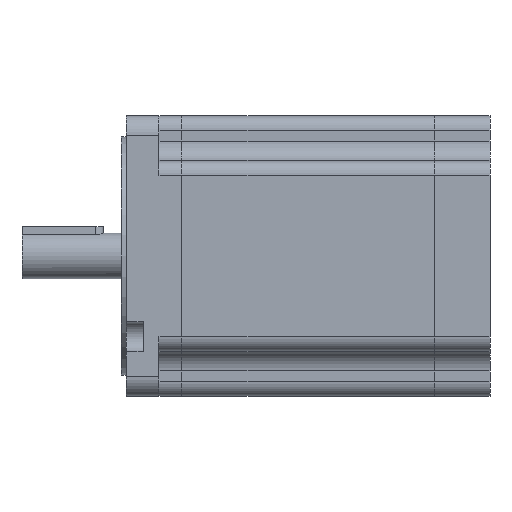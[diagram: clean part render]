
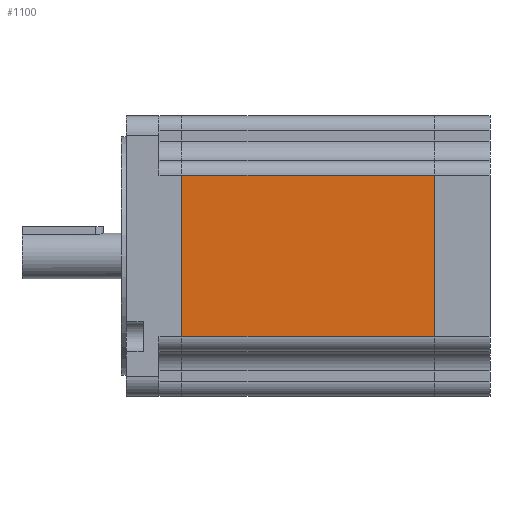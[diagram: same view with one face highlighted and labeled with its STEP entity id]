
A CAD part, left-side view. The second image highlights one B-rep face of the part: STEP entity #1100.
In plain terms, the highlighted planar face has unit normal (-1, 0, 0).
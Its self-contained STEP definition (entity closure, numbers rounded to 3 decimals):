
#404 = DIRECTION ( 'NONE',  ( 0., 0., -1. ) ) ;
#407 = DIRECTION ( 'NONE',  ( 0., -1., 0. ) ) ;
#445 = DIRECTION ( 'NONE',  ( 1., 0., 0. ) ) ;
#454 = PLANE ( 'NONE',  #2426 ) ;
#689 = VERTEX_POINT ( 'NONE', #3781 ) ;
#1085 = EDGE_CURVE ( 'NONE', #689, #5356, #1571, .T. ) ;
#1100 = ADVANCED_FACE ( 'NONE', ( #3909 ), #454, .F. ) ;
#1393 = LINE ( 'NONE', #5101, #2770 ) ;
#1571 = LINE ( 'NONE', #1801, #2798 ) ;
#1801 = CARTESIAN_POINT ( 'NONE',  ( 0., 77.5, -67.8 ) ) ;
#1842 = DIRECTION ( 'NONE',  ( 0., 0., 1. ) ) ;
#1874 = EDGE_CURVE ( 'NONE', #689, #2303, #4323, .T. ) ;
#2179 = ORIENTED_EDGE ( 'NONE', *, *, #4442, .F. ) ;
#2303 = VERTEX_POINT ( 'NONE', #4206 ) ;
#2426 = AXIS2_PLACEMENT_3D ( 'NONE', #2636, #445, #404 ) ;
#2629 = CARTESIAN_POINT ( 'NONE',  ( 0., 0., -18.2 ) ) ;
#2636 = CARTESIAN_POINT ( 'NONE',  ( 0., 77.5, -67.8 ) ) ;
#2770 = VECTOR ( 'NONE', #407, 1000. ) ;
#2798 = VECTOR ( 'NONE', #1842, 1000. ) ;
#3095 = VECTOR ( 'NONE', #4080, 1000. ) ;
#3155 = LINE ( 'NONE', #4418, #3303 ) ;
#3303 = VECTOR ( 'NONE', #4888, 1000. ) ;
#3647 = VERTEX_POINT ( 'NONE', #2629 ) ;
#3781 = CARTESIAN_POINT ( 'NONE',  ( 0., 77.5, -67.8 ) ) ;
#3859 = ORIENTED_EDGE ( 'NONE', *, *, #1085, .F. ) ;
#3909 = FACE_OUTER_BOUND ( 'NONE', #4916, .T. ) ;
#4080 = DIRECTION ( 'NONE',  ( 0., -1., 0. ) ) ;
#4086 = ORIENTED_EDGE ( 'NONE', *, *, #1874, .T. ) ;
#4164 = EDGE_CURVE ( 'NONE', #2303, #3647, #3155, .T. ) ;
#4206 = CARTESIAN_POINT ( 'NONE',  ( 0., 0., -67.8 ) ) ;
#4323 = LINE ( 'NONE', #4599, #3095 ) ;
#4418 = CARTESIAN_POINT ( 'NONE',  ( 0., 0., -67.8 ) ) ;
#4442 = EDGE_CURVE ( 'NONE', #5356, #3647, #1393, .T. ) ;
#4599 = CARTESIAN_POINT ( 'NONE',  ( 0., 77.5, -67.8 ) ) ;
#4888 = DIRECTION ( 'NONE',  ( 0., 0., 1. ) ) ;
#4916 = EDGE_LOOP ( 'NONE', ( #5788, #2179, #3859, #4086 ) ) ;
#5101 = CARTESIAN_POINT ( 'NONE',  ( 0., 77.5, -18.2 ) ) ;
#5249 = CARTESIAN_POINT ( 'NONE',  ( 0., 77.5, -18.2 ) ) ;
#5356 = VERTEX_POINT ( 'NONE', #5249 ) ;
#5788 = ORIENTED_EDGE ( 'NONE', *, *, #4164, .T. ) ;
